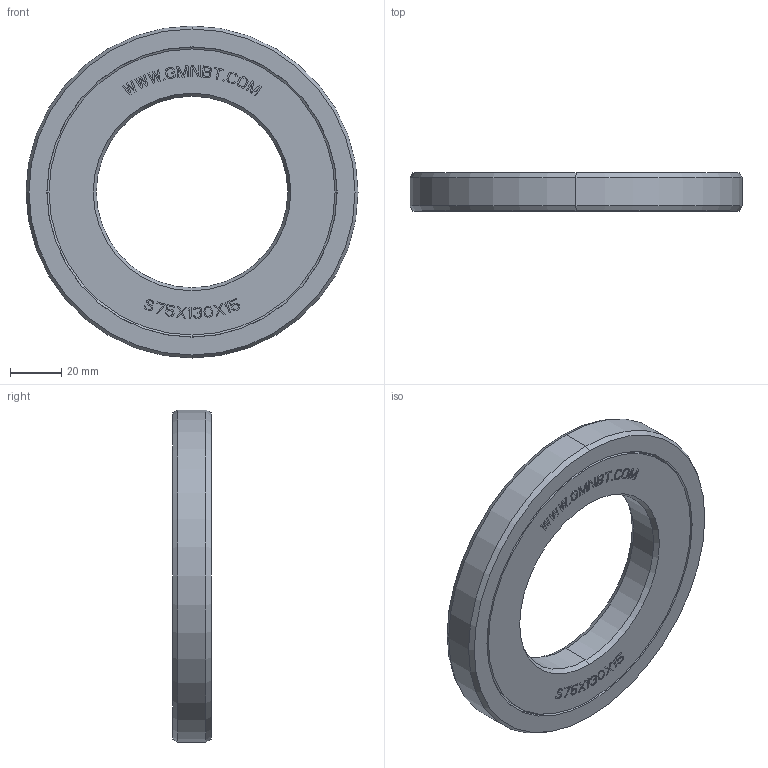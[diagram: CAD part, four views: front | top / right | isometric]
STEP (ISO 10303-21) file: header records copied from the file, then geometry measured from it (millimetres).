
FILE_DESCRIPTION((''),'2;1');
FILE_NAME('S75X130X15_PRT','2014-11-17T',('sales 4'),(''),'PRO/ENGINEER BY PARAMETRIC TECHNOLOGY CORPORATION, 2013150','PRO/ENGINEER BY PARAMETRIC TECHNOLOGY CORPORATION, 2013150','');
FILE_SCHEMA(('AUTOMOTIVE_DESIGN { 1 0 10303 214 1 1 1 1 }'));
Length unit declared in the file: millimetre
Products named in the file (1): S75X130X15_PRT
Bounding box: 130 x 15.07 x 130 mm (x, y, z)
Volume: 127322.1 mm3; surface area: 44293.8 mm2
Topology: 2 solids, 2 shells, 665 faces, 1814 edges, 1180 vertices
Faces by surface type: plane 569, cone 44, torus 40, cylinder 12
Entity records: 26765 total; most frequent: CARTESIAN_POINT 3661, ORIENTED_EDGE 3628, DIRECTION 3288, PRESENTATION_STYLE_ASSIGNMENT 1883, STYLED_ITEM 1816, CURVE_STYLE 1814, EDGE_CURVE 1814, VECTOR 1670
